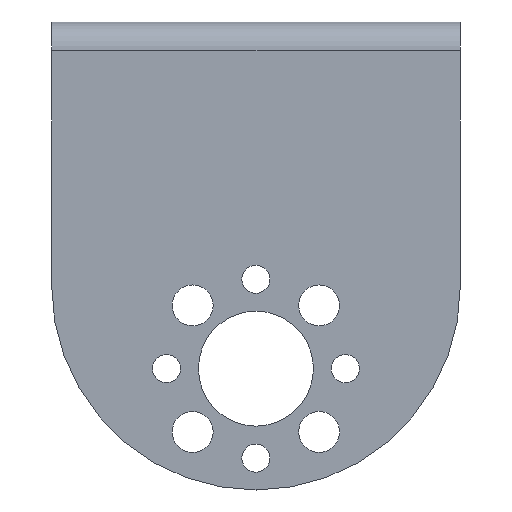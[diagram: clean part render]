
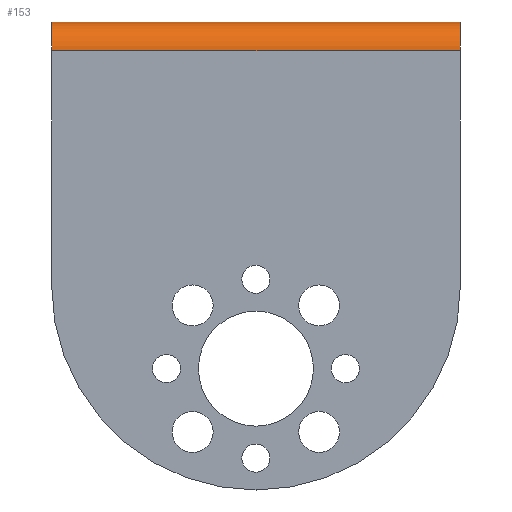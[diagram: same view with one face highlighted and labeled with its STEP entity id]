
A CAD part, left-side view. The second image highlights one B-rep face of the part: STEP entity #153.
In plain terms, the highlighted cylindrical face has radius 2.25 mm (diameter 4.5 mm), a partial arc.
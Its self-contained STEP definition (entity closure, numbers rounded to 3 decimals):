
#60 = ORIENTED_EDGE ( 'NONE', *, *, #2111, .T. ) ;
#70 = LINE ( 'NONE', #1978, #2811 ) ;
#153 = ADVANCED_FACE ( 'NONE', ( #1519 ), #1395, .T. ) ;
#292 = VERTEX_POINT ( 'NONE', #2464 ) ;
#452 = CARTESIAN_POINT ( 'NONE',  ( -18.85, 17.339, 50.758 ) ) ;
#458 = DIRECTION ( 'NONE',  ( 0., 1., 0. ) ) ;
#549 = LINE ( 'NONE', #741, #890 ) ;
#741 = CARTESIAN_POINT ( 'NONE',  ( -16.6, 20.539, 53.008 ) ) ;
#772 = DIRECTION ( 'NONE',  ( 0., -1., 0. ) ) ;
#834 = EDGE_CURVE ( 'NONE', #2276, #3026, #1231, .T. ) ;
#866 = DIRECTION ( 'NONE',  ( 0., 1., 0. ) ) ;
#873 = EDGE_CURVE ( 'NONE', #292, #3026, #549, .T. ) ;
#890 = VECTOR ( 'NONE', #772, 1000. ) ;
#950 = EDGE_CURVE ( 'NONE', #2276, #1850, #70, .T. ) ;
#1151 = DIRECTION ( 'NONE',  ( 0., 1., 0. ) ) ;
#1231 = CIRCLE ( 'NONE', #2130, 2.25 ) ;
#1297 = CARTESIAN_POINT ( 'NONE',  ( -16.6, -14.66, 50.758 ) ) ;
#1365 = CARTESIAN_POINT ( 'NONE',  ( -16.6, -14.981, 50.758 ) ) ;
#1371 = AXIS2_PLACEMENT_3D ( 'NONE', #1998, #2267, #2031 ) ;
#1395 = CYLINDRICAL_SURFACE ( 'NONE', #1936, 2.25 ) ;
#1416 = ORIENTED_EDGE ( 'NONE', *, *, #950, .F. ) ;
#1519 = FACE_OUTER_BOUND ( 'NONE', #2322, .T. ) ;
#1771 = CIRCLE ( 'NONE', #1371, 2.25 ) ;
#1850 = VERTEX_POINT ( 'NONE', #452 ) ;
#1936 = AXIS2_PLACEMENT_3D ( 'NONE', #1365, #866, #3562 ) ;
#1978 = CARTESIAN_POINT ( 'NONE',  ( -18.85, -14.981, 50.758 ) ) ;
#1998 = CARTESIAN_POINT ( 'NONE',  ( -16.6, 17.339, 50.758 ) ) ;
#2031 = DIRECTION ( 'NONE',  ( 0., 0., 1. ) ) ;
#2111 = EDGE_CURVE ( 'NONE', #292, #1850, #1771, .T. ) ;
#2130 = AXIS2_PLACEMENT_3D ( 'NONE', #1297, #458, #2358 ) ;
#2267 = DIRECTION ( 'NONE',  ( 0., -1., 0. ) ) ;
#2276 = VERTEX_POINT ( 'NONE', #3411 ) ;
#2322 = EDGE_LOOP ( 'NONE', ( #2844, #2633, #60, #1416 ) ) ;
#2358 = DIRECTION ( 'NONE',  ( 0., 0., 1. ) ) ;
#2464 = CARTESIAN_POINT ( 'NONE',  ( -16.6, 17.339, 53.008 ) ) ;
#2633 = ORIENTED_EDGE ( 'NONE', *, *, #873, .F. ) ;
#2811 = VECTOR ( 'NONE', #1151, 1000. ) ;
#2844 = ORIENTED_EDGE ( 'NONE', *, *, #834, .T. ) ;
#3026 = VERTEX_POINT ( 'NONE', #3521 ) ;
#3411 = CARTESIAN_POINT ( 'NONE',  ( -18.85, -14.66, 50.758 ) ) ;
#3521 = CARTESIAN_POINT ( 'NONE',  ( -16.6, -14.66, 53.008 ) ) ;
#3562 = DIRECTION ( 'NONE',  ( -1., 0., 0. ) ) ;
